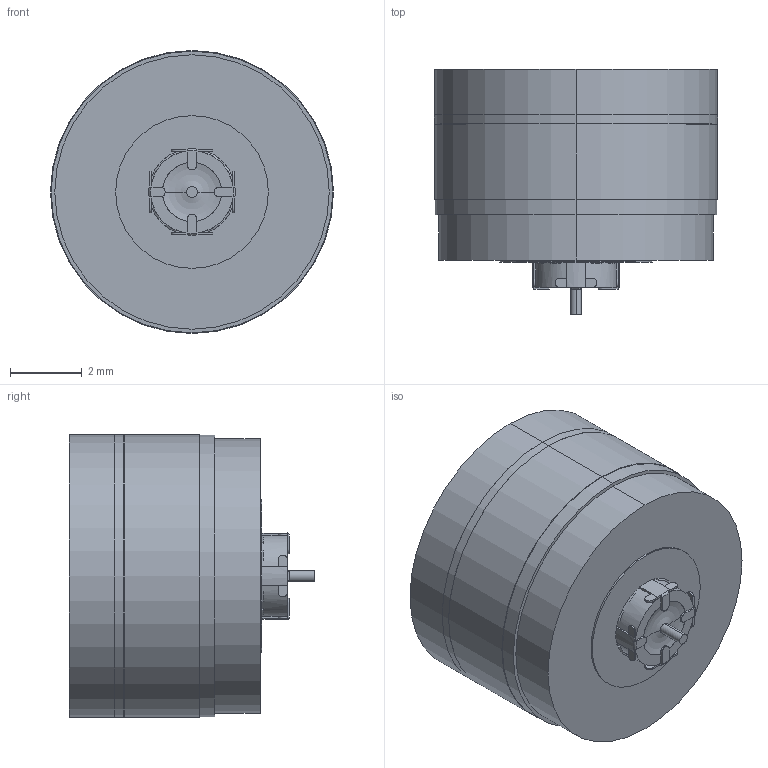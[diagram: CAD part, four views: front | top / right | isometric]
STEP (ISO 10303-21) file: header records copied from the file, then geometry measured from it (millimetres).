
FILE_DESCRIPTION (( 'STEP AP214' ), '1' );
FILE_NAME ('Pacific Aerospace and Electronics-92931-xxx-DEFAULT.STEP', '2011-12-13T13:54:30', ( 'sysAdmin' ), ( 'SolidWorks' ), 'SwSTEP 2.0', 'SolidWorks 2012', '' );
FILE_SCHEMA (( 'AUTOMOTIVE_DESIGN' ));
Length unit declared in the file: inch
Products named in the file (1): Pacific Aerospace and Electronics-92931-xxx-DEFAULT
Bounding box: 7.91 x 6.86 x 7.91 mm (x, y, z)
Volume: 136.3 mm3; surface area: 467.3 mm2
Topology: 3 solids, 3 shells, 239 faces, 646 edges, 405 vertices
Faces by surface type: plane 99, cylinder 82, bspline 34, cone 20, torus 4
Entity records: 11595 total; most frequent: CARTESIAN_POINT 5668, ORIENTED_EDGE 1288, DIRECTION 1169, EDGE_CURVE 644, AXIS2_PLACEMENT_3D 441, VERTEX_POINT 405, LINE 287, VECTOR 287
